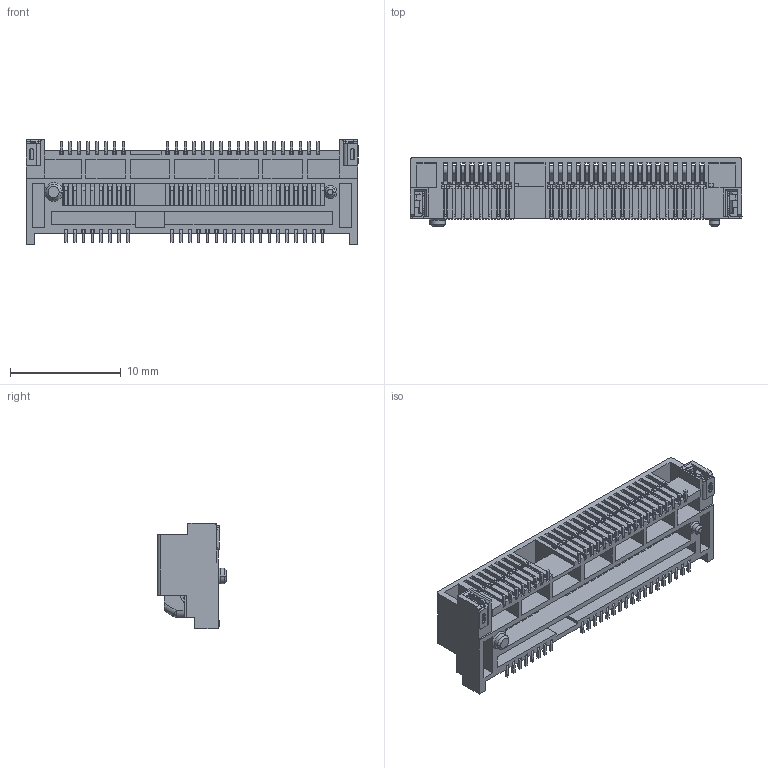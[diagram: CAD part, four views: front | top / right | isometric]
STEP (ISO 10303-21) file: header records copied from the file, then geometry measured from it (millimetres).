
FILE_DESCRIPTION((''),'2;1');
FILE_NAME('119A-56A00-R02_ASM','2017-03-24T',('fros.liao'),(''),'CREO PARAMETRIC BY PTC INC, 2015200','CREO PARAMETRIC BY PTC INC, 2015200','');
FILE_SCHEMA(('CONFIG_CONTROL_DESIGN'));
Products named in the file (57): MSBR-56_1; MSBR-55_1; MSBR-54_1; MSBR-53_1; MSBR-52_1; MSBR-51_1; MSBR-50_1; MSBR-49_1; MSBR-48_1; MSBR-47_1; MSBR-46_1; MSBR-45_1; MSBR-44_1; MSBR-43_1; MSBR-42_1; MSBR-41_1; MSBR-40_1; MSBR-39_1; MSBR-38_1; MSBR-37_1; MSBR-36_1; MSBR-35_1; MSBR-34_1; MSBR-33_1; MSBR-32_1; MSBR-31_1; MSBR-30_1; MSBR-29_1; MSBR-28_1; MSBR-27_1; MSBR-26_1; MSBR-25_1; MSBR-24_1; MSBR-23_1; MSBR-22_1; MSBR-21_1; MSBR-20_1; MSBR-19_1; MSBR-18_1; MSBR-17_1 ...
Assembly tree (56 placements, depth 3):
  119A-56A00-R02_ASM
    119A-56A00-R02_ASM_2_ASM
      MSBR-56_1
      MSBR-55_1
      MSBR-54_1
      MSBR-53_1
      MSBR-52_1
      MSBR-51_1
      MSBR-50_1
      MSBR-49_1
      MSBR-48_1
      MSBR-47_1
      MSBR-46_1
      MSBR-45_1
      MSBR-44_1
      MSBR-43_1
      MSBR-42_1
      MSBR-41_1
      MSBR-40_1
      MSBR-39_1
      MSBR-38_1
      MSBR-37_1
      MSBR-36_1
      MSBR-35_1
      MSBR-34_1
      MSBR-33_1
      MSBR-32_1
      MSBR-31_1
      MSBR-30_1
      MSBR-29_1
      MSBR-28_1
      MSBR-27_1
      MSBR-26_1
      MSBR-25_1
      MSBR-24_1
      MSBR-23_1
      MSBR-22_1
      MSBR-21_1
      MSBR-20_1
      MSBR-19_1
      MSBR-18_1
      MSBR-17_1
      MSBR-16_1
      MSBR-15_1
      MSBR-14_1
      MSBR-13_1
      MSBR-12_1
      MSBR-11_1
      MSBR-10_1
      MSBR-9_1
      MSBR-8_1
      MSBR-7_1
      MSBR-6_1
      MSBR-5_1
      MSBR-4_1
      MSBR-3_1
      MSBR-2_2
Bounding box: 30.01 x 6.26 x 9.5 mm (x, y, z)
Volume: 583.3 mm3; surface area: 3092.7 mm2
Topology: 55 solids, 55 shells, 5201 faces, 15932 edges, 10672 vertices
Faces by surface type: plane 4205, cylinder 987, cone 8, bspline 1
Entity records: 179413 total; most frequent: CARTESIAN_POINT 32595, ORIENTED_EDGE 31864, DIRECTION 29364, EDGE_CURVE 15932, VECTOR 12980, LINE 12980, VERTEX_POINT 10672, AXIS2_PLACEMENT_3D 8192
